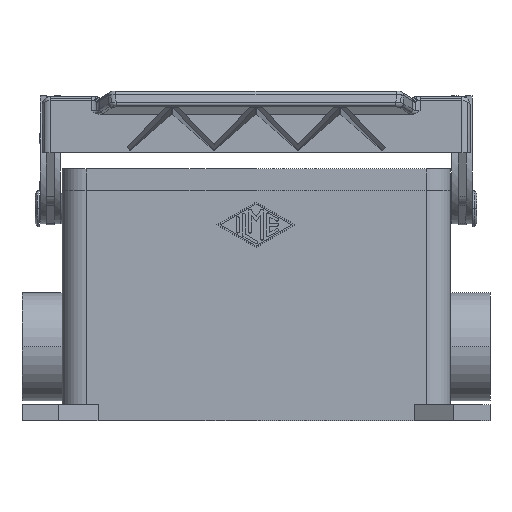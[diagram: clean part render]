
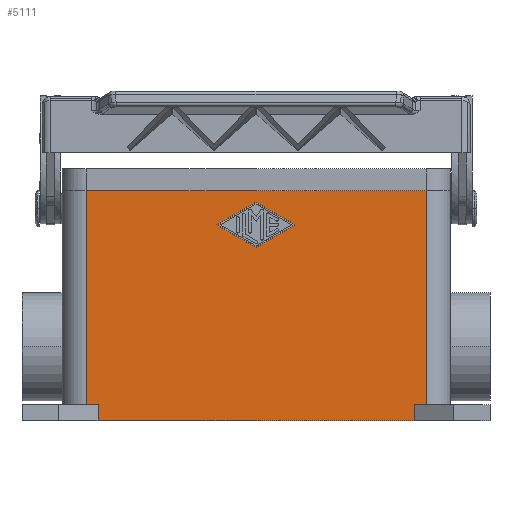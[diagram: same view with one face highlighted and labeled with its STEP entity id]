
A CAD part, front view. The second image highlights one B-rep face of the part: STEP entity #5111.
In plain terms, the highlighted planar face has unit normal (0, -1, 0).
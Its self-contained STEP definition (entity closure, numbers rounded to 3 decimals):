
#4269=CARTESIAN_POINT('',(-9.75,-21.75,15.));
#4270=VERTEX_POINT('',#4269);
#4277=CARTESIAN_POINT('',(0.,-21.75,9.375));
#4278=VERTEX_POINT('',#4277);
#4279=CARTESIAN_POINT('',(0.,-21.75,9.375));
#4280=DIRECTION('',(-0.866,0.0,0.5));
#4281=VECTOR('',#4280,11.256);
#4282=LINE('',#4279,#4281);
#4283=EDGE_CURVE('',#4278,#4270,#4282,.T.);
#4308=CARTESIAN_POINT('',(9.75,-21.75,15.));
#4309=VERTEX_POINT('',#4308);
#4310=CARTESIAN_POINT('',(9.75,-21.75,15.));
#4311=DIRECTION('',(-0.866,0.0,-0.5));
#4312=VECTOR('',#4311,11.256);
#4313=LINE('',#4310,#4312);
#4314=EDGE_CURVE('',#4309,#4278,#4313,.T.);
#4339=CARTESIAN_POINT('',(0.,-21.75,20.625));
#4340=VERTEX_POINT('',#4339);
#4341=CARTESIAN_POINT('',(0.,-21.75,20.625));
#4342=DIRECTION('',(0.866,0.0,-0.5));
#4343=VECTOR('',#4342,11.256);
#4344=LINE('',#4341,#4343);
#4345=EDGE_CURVE('',#4340,#4309,#4344,.T.);
#4368=CARTESIAN_POINT('',(-9.75,-21.75,15.));
#4369=DIRECTION('',(0.866,0.0,0.5));
#4370=VECTOR('',#4369,11.256);
#4371=LINE('',#4368,#4370);
#4372=EDGE_CURVE('',#4270,#4340,#4371,.T.);
#5034=CARTESIAN_POINT('',(39.5,-21.75,-34.0));
#5035=DIRECTION('',(0.0,-1.0,0.0));
#5036=DIRECTION('',(0.0,0.0,-1.0));
#5037=AXIS2_PLACEMENT_3D('',#5034,#5035,#5036);
#5038=PLANE('',#5037);
#5039=CARTESIAN_POINT('',(-39.5,-21.75,-34.0));
#5040=VERTEX_POINT('',#5039);
#5041=CARTESIAN_POINT('',(-39.5,-21.75,-30.));
#5042=VERTEX_POINT('',#5041);
#5043=CARTESIAN_POINT('',(-39.5,-21.75,-34.0));
#5044=DIRECTION('',(0.0,0.0,1.0));
#5045=VECTOR('',#5044,4.);
#5046=LINE('',#5043,#5045);
#5047=EDGE_CURVE('',#5040,#5042,#5046,.T.);
#5048=ORIENTED_EDGE('',*,*,#5047,.F.);
#5049=CARTESIAN_POINT('',(39.5,-21.75,-34.0));
#5050=VERTEX_POINT('',#5049);
#5051=CARTESIAN_POINT('',(39.5,-21.75,-34.0));
#5052=DIRECTION('',(-1.0,0.0,0.0));
#5053=VECTOR('',#5052,79.0);
#5054=LINE('',#5051,#5053);
#5055=EDGE_CURVE('',#5050,#5040,#5054,.T.);
#5056=ORIENTED_EDGE('',*,*,#5055,.F.);
#5057=CARTESIAN_POINT('',(39.5,-21.75,-30.));
#5058=VERTEX_POINT('',#5057);
#5059=CARTESIAN_POINT('',(39.5,-21.75,-34.0));
#5060=DIRECTION('',(0.0,0.0,1.0));
#5061=VECTOR('',#5060,4.);
#5062=LINE('',#5059,#5061);
#5063=EDGE_CURVE('',#5050,#5058,#5062,.T.);
#5064=ORIENTED_EDGE('',*,*,#5063,.T.);
#5065=CARTESIAN_POINT('',(42.5,-21.75,-30.));
#5066=VERTEX_POINT('',#5065);
#5067=CARTESIAN_POINT('',(42.5,-21.75,-30.));
#5068=DIRECTION('',(-1.0,0.0,0.0));
#5069=VECTOR('',#5068,3.0);
#5070=LINE('',#5067,#5069);
#5071=EDGE_CURVE('',#5066,#5058,#5070,.T.);
#5072=ORIENTED_EDGE('',*,*,#5071,.F.);
#5073=CARTESIAN_POINT('',(42.5,-21.75,23.5));
#5074=VERTEX_POINT('',#5073);
#5075=CARTESIAN_POINT('',(42.5,-21.75,-30.));
#5076=DIRECTION('',(0.0,0.0,1.0));
#5077=VECTOR('',#5076,53.5);
#5078=LINE('',#5075,#5077);
#5079=EDGE_CURVE('',#5066,#5074,#5078,.T.);
#5080=ORIENTED_EDGE('',*,*,#5079,.T.);
#5081=CARTESIAN_POINT('',(-42.5,-21.75,23.5));
#5082=VERTEX_POINT('',#5081);
#5083=CARTESIAN_POINT('',(42.5,-21.75,23.5));
#5084=DIRECTION('',(-1.0,0.0,0.0));
#5085=VECTOR('',#5084,85.0);
#5086=LINE('',#5083,#5085);
#5087=EDGE_CURVE('',#5074,#5082,#5086,.T.);
#5088=ORIENTED_EDGE('',*,*,#5087,.T.);
#5089=CARTESIAN_POINT('',(-42.5,-21.75,-30.));
#5090=VERTEX_POINT('',#5089);
#5091=CARTESIAN_POINT('',(-42.5,-21.75,-30.));
#5092=DIRECTION('',(0.0,0.0,1.0));
#5093=VECTOR('',#5092,53.5);
#5094=LINE('',#5091,#5093);
#5095=EDGE_CURVE('',#5090,#5082,#5094,.T.);
#5096=ORIENTED_EDGE('',*,*,#5095,.F.);
#5097=CARTESIAN_POINT('',(-39.5,-21.75,-30.));
#5098=DIRECTION('',(-1.0,0.0,0.0));
#5099=VECTOR('',#5098,3.0);
#5100=LINE('',#5097,#5099);
#5101=EDGE_CURVE('',#5042,#5090,#5100,.T.);
#5102=ORIENTED_EDGE('',*,*,#5101,.F.);
#5103=EDGE_LOOP('',(#5048,#5056,#5064,#5072,#5080,#5088,#5096,#5102));
#5104=FACE_OUTER_BOUND('',#5103,.T.);
#5105=ORIENTED_EDGE('',*,*,#4283,.T.);
#5106=ORIENTED_EDGE('',*,*,#4372,.T.);
#5107=ORIENTED_EDGE('',*,*,#4345,.T.);
#5108=ORIENTED_EDGE('',*,*,#4314,.T.);
#5109=EDGE_LOOP('',(#5105,#5106,#5107,#5108));
#5110=FACE_BOUND('',#5109,.T.);
#5111=ADVANCED_FACE('',(#5104,#5110),#5038,.T.);
